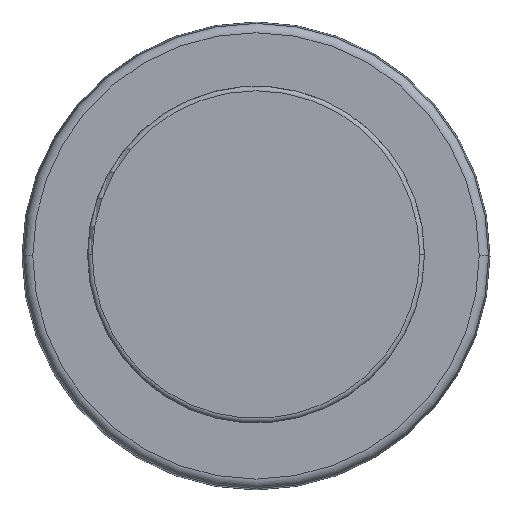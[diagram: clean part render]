
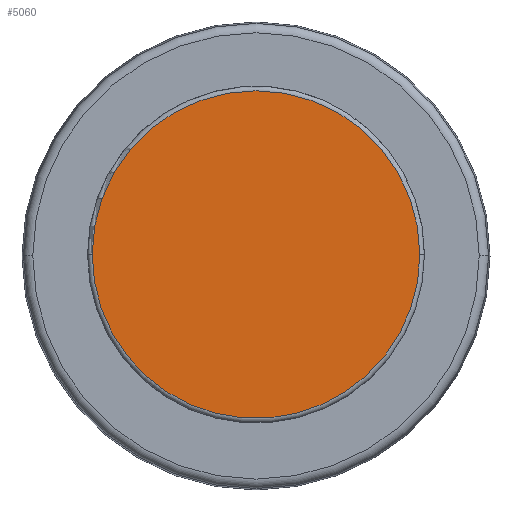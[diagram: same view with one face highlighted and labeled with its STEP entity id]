
A CAD part, top view. The second image highlights one B-rep face of the part: STEP entity #5060.
In plain terms, the highlighted planar face has unit normal (0, 0, 1).
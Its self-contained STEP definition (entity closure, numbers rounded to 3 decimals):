
#3680=CARTESIAN_POINT('',(-8.75,0.,0.));
#3690=VERTEX_POINT('',#3680);
#3720=CARTESIAN_POINT('',(0.,0.,0.))
;
#3730=DIRECTION('',(0.,0.,-1.));
#3740=DIRECTION('',(-1.,0.,0.));
#3750=AXIS2_PLACEMENT_3D('',#3720,#3730,#3740);
#3760=CIRCLE('',#3750,8.75);
#3770=CARTESIAN_POINT('',(-7.679,-4.195,0.));
#3780=VERTEX_POINT('',#3770);
#3790=EDGE_CURVE('',#3780,#3690,#3760,.T.);
#3810=CARTESIAN_POINT('',(8.75,0.,0.));
#3820=VERTEX_POINT('',#3810);
#3830=EDGE_CURVE('',#3820,#3780,#3760,.T.);
#4950=CARTESIAN_POINT('',(-19.283,-23.463,0.));
#4960=DIRECTION('',(0.,0.,1.));
#4970=DIRECTION('',(1.,0.,0.));
#4980=AXIS2_PLACEMENT_3D('',#4950,#4960,#4970);
#4990=PLANE('',#4980);
#5000=ORIENTED_EDGE('',*,*,#3790,.F.);
#5010=EDGE_CURVE('',#3690,#3820,#3760,.T.);
#5020=ORIENTED_EDGE('',*,*,#5010,.F.);
#5030=ORIENTED_EDGE('',*,*,#3830,.F.);
#5040=EDGE_LOOP('',(#5030,#5020,#5000));
#5050=FACE_OUTER_BOUND('',#5040,.T.);
#5060=ADVANCED_FACE('',(#5050),#4990,.T.);
